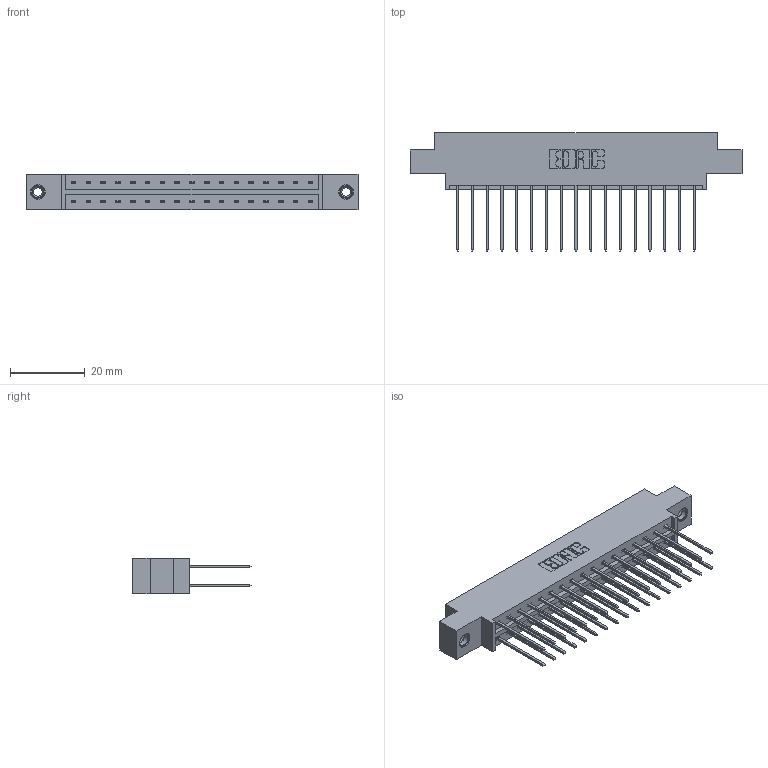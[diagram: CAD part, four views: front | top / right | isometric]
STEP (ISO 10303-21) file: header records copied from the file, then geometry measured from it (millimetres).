
FILE_DESCRIPTION (( 'STEP AP203' ), '1' );
FILE_NAME ('833-034-542-808.STEP', '2020-06-02T22:49:30', ( '' ), ( '' ), 'SwSTEP 2.0', 'SolidWorks 2020', '' );
FILE_SCHEMA (( 'CONFIG_CONTROL_DESIGN' ));
Length unit declared in the file: inch
Products named in the file (4): 345-250-001_345-250-003-102; 345-292-001_345-293-142; 833-034-542-808; 833 Part_Offset - .156 Dia - TI
Assembly tree (37 placements, depth 2):
  833-034-542-808
    833 Part_Offset - .156 Dia - TI
    345-292-001_345-293-142  x34
    345-250-001_345-250-003-102  x2
Bounding box: 88.9 x 31.63 x 9.4 mm (x, y, z)
Volume: 8766.6 mm3; surface area: 11122.4 mm2
Topology: 37 solids, 37 shells, 1946 faces, 5729 edges, 3766 vertices
Faces by surface type: plane 1330, cylinder 600, cone 12, torus 4
Entity records: 15506 total; most frequent: CARTESIAN_POINT 2585, ORIENTED_EDGE 2514, DIRECTION 2283, EDGE_CURVE 1257, VECTOR 1109, LINE 1109, VERTEX_POINT 832, AXIS2_PLACEMENT_3D 587
